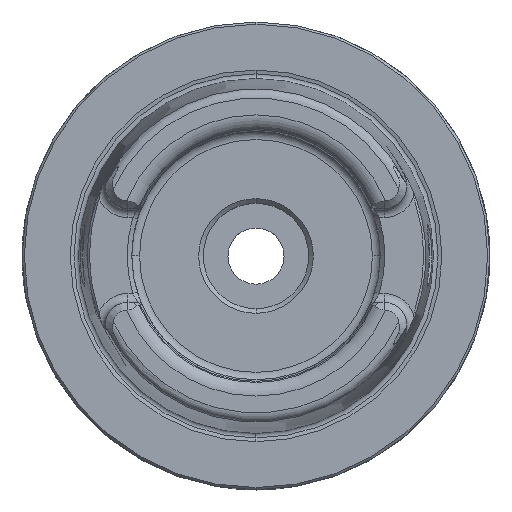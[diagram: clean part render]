
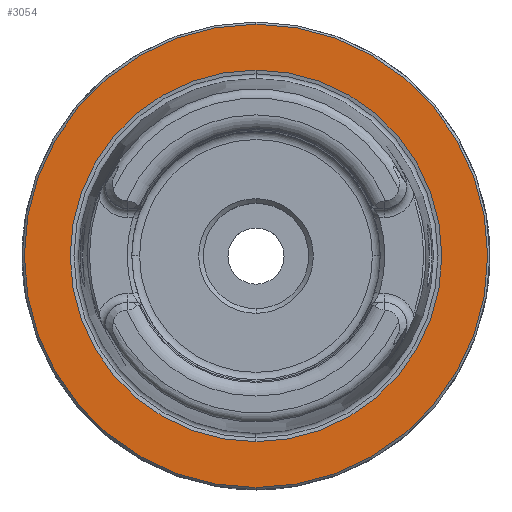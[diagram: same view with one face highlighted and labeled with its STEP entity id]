
A CAD part, top view. The second image highlights one B-rep face of the part: STEP entity #3054.
In plain terms, the highlighted planar face has unit normal (0, 0, 1).
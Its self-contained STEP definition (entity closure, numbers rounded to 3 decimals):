
#2916=EDGE_CURVE('NONE',#5050,#3878,#6664,.T.);
#3054=ADVANCED_FACE('NONE',(#6813,#6814),#6815,.F.);
#3402=EDGE_CURVE('NONE',#3878,#5050,#7202,.T.);
#3794=VERTEX_POINT('NONE',#7633);
#3878=VERTEX_POINT('NONE',#7726);
#4244=EDGE_CURVE('NONE',#3794,#4356,#8131,.F.);
#4356=VERTEX_POINT('NONE',#8256);
#4648=EDGE_CURVE('NONE',#4356,#3794,#8590,.T.);
#5050=VERTEX_POINT('NONE',#9041);
#6664=CIRCLE('',#12291,49.495);
#6813=FACE_OUTER_BOUND('',#12690,.T.);
#6814=FACE_BOUND('',#12691,.T.);
#6815=PLANE('',#12692);
#7202=CIRCLE('',#13592,49.495);
#7633=CARTESIAN_POINT('',(0.0,39.697,0.));
#7726=CARTESIAN_POINT('',(0.0,-49.495,0.));
#8131=CIRCLE('',#15816,39.697);
#8256=CARTESIAN_POINT('',(0.,-39.697,0.));
#8590=CIRCLE('',#16847,39.697);
#9041=CARTESIAN_POINT('',(0.,49.495,0.));
#12291=AXIS2_PLACEMENT_3D('',#20207,#20208,#20209);
#12690=EDGE_LOOP('',(#20349,#20350));
#12691=EDGE_LOOP('',(#20351,#20352));
#12692=AXIS2_PLACEMENT_3D('',#20353,#20354,#20355);
#13592=AXIS2_PLACEMENT_3D('',#20781,#20782,#20783);
#15816=AXIS2_PLACEMENT_3D('',#21805,#21806,#21807);
#16847=AXIS2_PLACEMENT_3D('',#22433,#22434,#22435);
#20207=CARTESIAN_POINT('',(0.0,0.,0.));
#20208=DIRECTION('',(0.0,0.0,1.0));
#20209=DIRECTION('',(0.0,-1.0,0.0));
#20349=ORIENTED_EDGE('',*,*,#3402,.T.);
#20350=ORIENTED_EDGE('',*,*,#2916,.T.);
#20351=ORIENTED_EDGE('',*,*,#4244,.F.);
#20352=ORIENTED_EDGE('',*,*,#4648,.F.);
#20353=CARTESIAN_POINT('',(0.0,-38.483,0.));
#20354=DIRECTION('',(0.0,0.0,-1.0));
#20355=DIRECTION('',(0.0,-1.0,0.0));
#20781=CARTESIAN_POINT('',(0.0,0.,0.));
#20782=DIRECTION('',(0.0,0.0,1.0));
#20783=DIRECTION('',(0.0,-1.0,0.0));
#21805=CARTESIAN_POINT('',(0.0,0.,0.));
#21806=DIRECTION('',(0.0,0.0,-1.0));
#21807=DIRECTION('',(0.0,1.0,0.0));
#22433=CARTESIAN_POINT('',(0.0,0.,0.));
#22434=DIRECTION('',(0.0,0.0,1.0));
#22435=DIRECTION('',(0.0,1.0,-0.0));
